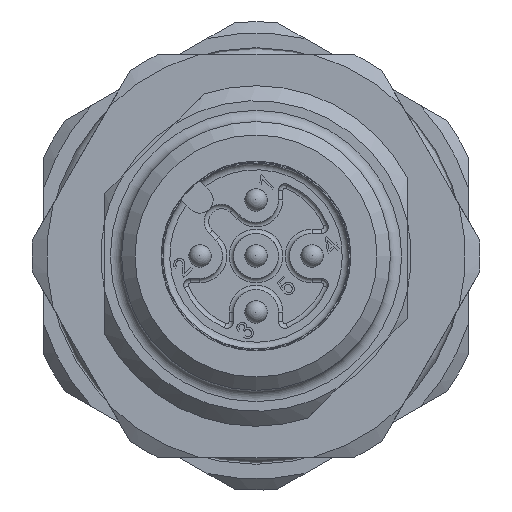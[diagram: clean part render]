
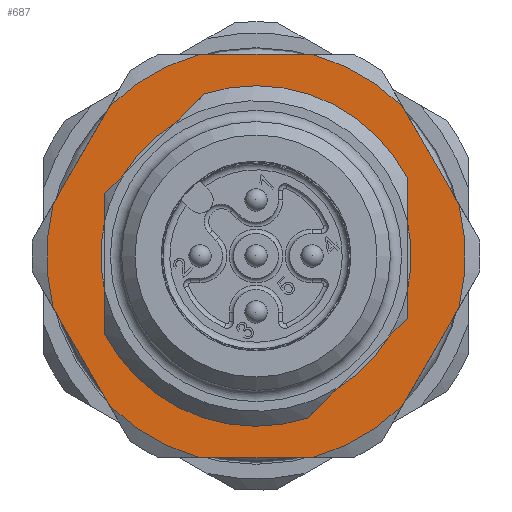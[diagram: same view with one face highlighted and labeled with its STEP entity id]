
A CAD part, left-side view. The second image highlights one B-rep face of the part: STEP entity #687.
In plain terms, the highlighted planar face has unit normal (-1, 0, 0).
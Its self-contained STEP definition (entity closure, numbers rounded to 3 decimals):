
#223=FACE_BOUND('',#1270,.T.);
#224=FACE_BOUND('',#1271,.T.);
#301=PLANE('',#4763);
#687=ADVANCED_FACE('',(#223,#224),#301,.F.);
#1270=EDGE_LOOP('',(#2435,#2436,#2437,#2438,#2439,#2440,#2441,#2442,#2443,
#2444,#2445,#2446,#2447,#2448));
#1271=EDGE_LOOP('',(#2449,#2450,#2451,#2452,#2453,#2454,#2455,#2456,#2457,
#2458,#2459,#2460));
#1459=LINE('',#6155,#1702);
#1462=LINE('',#6170,#1705);
#1470=LINE('',#6187,#1713);
#1472=LINE('',#6199,#1715);
#1478=LINE('',#6210,#1721);
#1486=LINE('',#6226,#1729);
#1489=LINE('',#6242,#1732);
#1496=LINE('',#6255,#1739);
#1554=LINE('',#7042,#1797);
#1555=LINE('',#7046,#1798);
#1556=LINE('',#7050,#1799);
#1557=LINE('',#7054,#1800);
#1558=LINE('',#7058,#1801);
#1559=LINE('',#7062,#1802);
#1702=VECTOR('',#5007,1.);
#1705=VECTOR('',#5010,1.);
#1713=VECTOR('',#5020,1.);
#1715=VECTOR('',#5022,1.);
#1721=VECTOR('',#5030,1.);
#1729=VECTOR('',#5038,1.);
#1732=VECTOR('',#5043,1.);
#1739=VECTOR('',#5050,1.);
#1797=VECTOR('',#5498,1.);
#1798=VECTOR('',#5501,1.);
#1799=VECTOR('',#5504,1.);
#1800=VECTOR('',#5507,1.);
#1801=VECTOR('',#5510,1.);
#1802=VECTOR('',#5513,1.);
#2435=ORIENTED_EDGE('',*,*,#3714,.F.);
#2436=ORIENTED_EDGE('',*,*,#3722,.F.);
#2437=ORIENTED_EDGE('',*,*,#3946,.F.);
#2438=ORIENTED_EDGE('',*,*,#3726,.F.);
#2439=ORIENTED_EDGE('',*,*,#3704,.T.);
#2440=ORIENTED_EDGE('',*,*,#3752,.T.);
#2441=ORIENTED_EDGE('',*,*,#3947,.F.);
#2442=ORIENTED_EDGE('',*,*,#3745,.T.);
#2443=ORIENTED_EDGE('',*,*,#3740,.T.);
#2444=ORIENTED_EDGE('',*,*,#3948,.F.);
#2445=ORIENTED_EDGE('',*,*,#3732,.T.);
#2446=ORIENTED_EDGE('',*,*,#3700,.T.);
#2447=ORIENTED_EDGE('',*,*,#3709,.F.);
#2448=ORIENTED_EDGE('',*,*,#3949,.F.);
#2449=ORIENTED_EDGE('',*,*,#3950,.F.);
#2450=ORIENTED_EDGE('',*,*,#3951,.F.);
#2451=ORIENTED_EDGE('',*,*,#3952,.F.);
#2452=ORIENTED_EDGE('',*,*,#3953,.F.);
#2453=ORIENTED_EDGE('',*,*,#3954,.F.);
#2454=ORIENTED_EDGE('',*,*,#3955,.F.);
#2455=ORIENTED_EDGE('',*,*,#3956,.F.);
#2456=ORIENTED_EDGE('',*,*,#3957,.F.);
#2457=ORIENTED_EDGE('',*,*,#3958,.F.);
#2458=ORIENTED_EDGE('',*,*,#3959,.F.);
#2459=ORIENTED_EDGE('',*,*,#3960,.F.);
#2460=ORIENTED_EDGE('',*,*,#3961,.F.);
#3260=VERTEX_POINT('',#6135);
#3261=VERTEX_POINT('',#6136);
#3264=VERTEX_POINT('',#6144);
#3265=VERTEX_POINT('',#6145);
#3269=VERTEX_POINT('',#6154);
#3273=VERTEX_POINT('',#6169);
#3274=VERTEX_POINT('',#6171);
#3281=VERTEX_POINT('',#6186);
#3284=VERTEX_POINT('',#6200);
#3288=VERTEX_POINT('',#6211);
#3295=VERTEX_POINT('',#6225);
#3296=VERTEX_POINT('',#6227);
#3300=VERTEX_POINT('',#6243);
#3305=VERTEX_POINT('',#6254);
#3442=VERTEX_POINT('',#7040);
#3443=VERTEX_POINT('',#7041);
#3444=VERTEX_POINT('',#7043);
#3445=VERTEX_POINT('',#7045);
#3446=VERTEX_POINT('',#7047);
#3447=VERTEX_POINT('',#7049);
#3448=VERTEX_POINT('',#7051);
#3449=VERTEX_POINT('',#7053);
#3450=VERTEX_POINT('',#7055);
#3451=VERTEX_POINT('',#7057);
#3452=VERTEX_POINT('',#7059);
#3453=VERTEX_POINT('',#7061);
#3700=EDGE_CURVE('',#3260,#3261,#4344,.T.);
#3704=EDGE_CURVE('',#3264,#3265,#4346,.T.);
#3709=EDGE_CURVE('',#3269,#3261,#1459,.T.);
#3714=EDGE_CURVE('',#3273,#3274,#1462,.T.);
#3722=EDGE_CURVE('',#3281,#3273,#1470,.T.);
#3726=EDGE_CURVE('',#3264,#3284,#1472,.T.);
#3732=EDGE_CURVE('',#3288,#3260,#1478,.T.);
#3740=EDGE_CURVE('',#3296,#3295,#1486,.T.);
#3745=EDGE_CURVE('',#3300,#3296,#1489,.T.);
#3752=EDGE_CURVE('',#3265,#3305,#1496,.T.);
#3946=EDGE_CURVE('',#3284,#3281,#4442,.T.);
#3947=EDGE_CURVE('',#3300,#3305,#4443,.T.);
#3948=EDGE_CURVE('',#3288,#3295,#4444,.T.);
#3949=EDGE_CURVE('',#3274,#3269,#4445,.T.);
#3950=EDGE_CURVE('',#3442,#3443,#4446,.T.);
#3951=EDGE_CURVE('',#3444,#3442,#1554,.T.);
#3952=EDGE_CURVE('',#3445,#3444,#4447,.T.);
#3953=EDGE_CURVE('',#3446,#3445,#1555,.T.);
#3954=EDGE_CURVE('',#3447,#3446,#4448,.T.);
#3955=EDGE_CURVE('',#3448,#3447,#1556,.T.);
#3956=EDGE_CURVE('',#3449,#3448,#4449,.T.);
#3957=EDGE_CURVE('',#3450,#3449,#1557,.T.);
#3958=EDGE_CURVE('',#3451,#3450,#4450,.T.);
#3959=EDGE_CURVE('',#3452,#3451,#1558,.T.);
#3960=EDGE_CURVE('',#3453,#3452,#4451,.T.);
#3961=EDGE_CURVE('',#3443,#3453,#1559,.T.);
#4344=CIRCLE('',#4554,7.6);
#4346=CIRCLE('',#4557,7.6);
#4442=CIRCLE('',#4753,6.93);
#4443=CIRCLE('',#4754,6.93);
#4444=CIRCLE('',#4755,6.93);
#4445=CIRCLE('',#4756,6.93);
#4446=CIRCLE('',#4757,9.346);
#4447=CIRCLE('',#4758,9.346);
#4448=CIRCLE('',#4759,9.346);
#4449=CIRCLE('',#4760,9.346);
#4450=CIRCLE('',#4761,9.346);
#4451=CIRCLE('',#4762,9.346);
#4554=AXIS2_PLACEMENT_3D('',#6134,#4990,#4991);
#4557=AXIS2_PLACEMENT_3D('',#6143,#4998,#4999);
#4753=AXIS2_PLACEMENT_3D('',#7035,#5488,#5489);
#4754=AXIS2_PLACEMENT_3D('',#7036,#5490,#5491);
#4755=AXIS2_PLACEMENT_3D('',#7037,#5492,#5493);
#4756=AXIS2_PLACEMENT_3D('',#7038,#5494,#5495);
#4757=AXIS2_PLACEMENT_3D('',#7039,#5496,#5497);
#4758=AXIS2_PLACEMENT_3D('',#7044,#5499,#5500);
#4759=AXIS2_PLACEMENT_3D('',#7048,#5502,#5503);
#4760=AXIS2_PLACEMENT_3D('',#7052,#5505,#5506);
#4761=AXIS2_PLACEMENT_3D('',#7056,#5508,#5509);
#4762=AXIS2_PLACEMENT_3D('',#7060,#5511,#5512);
#4763=AXIS2_PLACEMENT_3D('',#7063,#5514,#5515);
#4990=DIRECTION('',(1.,0.,0.));
#4991=DIRECTION('',(0.,0.,-1.));
#4998=DIRECTION('',(1.,0.,0.));
#4999=DIRECTION('',(0.,0.,-1.));
#5007=DIRECTION('',(0.,0.,1.));
#5010=DIRECTION('',(0.,0.,1.));
#5020=DIRECTION('',(0.,-0.707,0.707));
#5022=DIRECTION('',(0.,-0.707,0.707));
#5030=DIRECTION('',(0.,-0.707,0.707));
#5038=DIRECTION('',(0.,-0.707,0.707));
#5043=DIRECTION('',(0.,0.,1.));
#5050=DIRECTION('',(0.,0.,1.));
#5488=DIRECTION('',(-1.,0.,0.));
#5489=DIRECTION('',(0.,1.,0.));
#5490=DIRECTION('',(-1.,0.,0.));
#5491=DIRECTION('',(0.,1.,0.));
#5492=DIRECTION('',(-1.,0.,0.));
#5493=DIRECTION('',(0.,1.,0.));
#5494=DIRECTION('',(-1.,0.,0.));
#5495=DIRECTION('',(0.,1.,0.));
#5496=DIRECTION('',(1.,0.,0.));
#5497=DIRECTION('',(0.,0.,-1.));
#5498=DIRECTION('',(0.,1.,0.));
#5499=DIRECTION('',(1.,0.,0.));
#5500=DIRECTION('',(0.,0.,-1.));
#5501=DIRECTION('',(0.,0.5,-0.866));
#5502=DIRECTION('',(1.,0.,0.));
#5503=DIRECTION('',(0.,0.,-1.));
#5504=DIRECTION('',(0.,-0.5,-0.866));
#5505=DIRECTION('',(1.,0.,0.));
#5506=DIRECTION('',(0.,0.,-1.));
#5507=DIRECTION('',(0.,-1.,0.));
#5508=DIRECTION('',(1.,0.,0.));
#5509=DIRECTION('',(0.,0.,-1.));
#5510=DIRECTION('',(0.,-0.5,0.866));
#5511=DIRECTION('',(1.,0.,0.));
#5512=DIRECTION('',(0.,0.,-1.));
#5513=DIRECTION('',(0.,0.5,0.866));
#5514=DIRECTION('',(1.,0.,0.));
#5515=DIRECTION('',(0.,0.,-1.));
#6134=CARTESIAN_POINT('',(13.,0.,0.));
#6135=CARTESIAN_POINT('',(13.,2.303,7.243));
#6136=CARTESIAN_POINT('',(13.,-6.75,3.492));
#6143=CARTESIAN_POINT('',(13.,0.,0.));
#6144=CARTESIAN_POINT('',(13.,-2.303,-7.243));
#6145=CARTESIAN_POINT('',(13.,6.75,-3.492));
#6154=CARTESIAN_POINT('',(13.,-6.75,1.569));
#6155=CARTESIAN_POINT('',(13.,-6.75,5.744));
#6169=CARTESIAN_POINT('',(13.,-6.75,-2.796));
#6170=CARTESIAN_POINT('',(13.,-6.75,5.744));
#6171=CARTESIAN_POINT('',(13.,-6.75,-1.569));
#6186=CARTESIAN_POINT('',(13.,-5.883,-3.663));
#6187=CARTESIAN_POINT('',(13.,-6.75,-2.796));
#6199=CARTESIAN_POINT('',(13.,-6.75,-2.796));
#6200=CARTESIAN_POINT('',(13.,-3.663,-5.883));
#6210=CARTESIAN_POINT('',(13.,0.711,8.835));
#6211=CARTESIAN_POINT('',(13.,3.663,5.883));
#6225=CARTESIAN_POINT('',(13.,5.883,3.663));
#6226=CARTESIAN_POINT('',(13.,0.711,8.835));
#6227=CARTESIAN_POINT('',(13.,6.75,2.796));
#6242=CARTESIAN_POINT('',(13.,6.75,2.796));
#6243=CARTESIAN_POINT('',(13.,6.75,1.569));
#6254=CARTESIAN_POINT('',(13.,6.75,-1.569));
#6255=CARTESIAN_POINT('',(13.,6.75,2.796));
#7035=CARTESIAN_POINT('',(13.,0.,0.));
#7036=CARTESIAN_POINT('',(13.,0.,0.));
#7037=CARTESIAN_POINT('',(13.,0.,0.));
#7038=CARTESIAN_POINT('',(13.,0.,0.));
#7039=CARTESIAN_POINT('',(13.,0.,0.));
#7040=CARTESIAN_POINT('',(13.,2.521,-9.));
#7041=CARTESIAN_POINT('',(13.,6.534,-6.683));
#7042=CARTESIAN_POINT('',(13.,-4.359,-9.));
#7043=CARTESIAN_POINT('',(13.,-2.521,-9.));
#7044=CARTESIAN_POINT('',(13.,0.,0.));
#7045=CARTESIAN_POINT('',(13.,-6.534,-6.683));
#7046=CARTESIAN_POINT('',(13.,-9.974,-0.725));
#7047=CARTESIAN_POINT('',(13.,-9.055,-2.317));
#7048=CARTESIAN_POINT('',(13.,0.,0.));
#7049=CARTESIAN_POINT('',(13.,-9.055,2.317));
#7050=CARTESIAN_POINT('',(13.,-5.615,8.275));
#7051=CARTESIAN_POINT('',(13.,-6.534,6.683));
#7052=CARTESIAN_POINT('',(13.,0.,0.));
#7053=CARTESIAN_POINT('',(13.,-2.521,9.));
#7054=CARTESIAN_POINT('',(13.,4.359,9.));
#7055=CARTESIAN_POINT('',(13.,2.521,9.));
#7056=CARTESIAN_POINT('',(13.,0.,0.));
#7057=CARTESIAN_POINT('',(13.,6.534,6.683));
#7058=CARTESIAN_POINT('',(13.,9.974,0.725));
#7059=CARTESIAN_POINT('',(13.,9.055,2.317));
#7060=CARTESIAN_POINT('',(13.,0.,0.));
#7061=CARTESIAN_POINT('',(13.,9.055,-2.317));
#7062=CARTESIAN_POINT('',(13.,5.615,-8.275));
#7063=CARTESIAN_POINT('',(13.,0.,0.));
